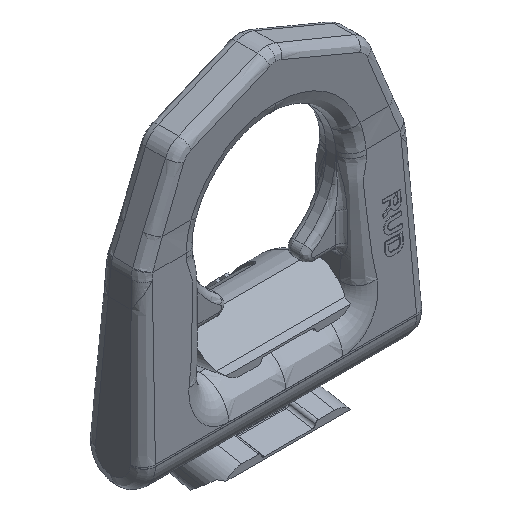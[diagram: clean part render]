
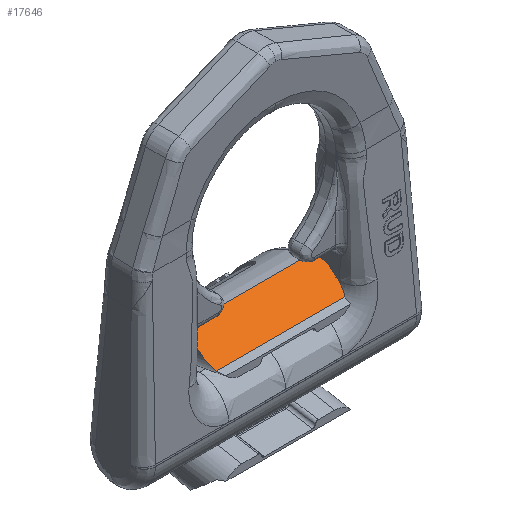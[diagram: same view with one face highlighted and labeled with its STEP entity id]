
A CAD part, isometric view. The second image highlights one B-rep face of the part: STEP entity #17646.
In plain terms, the highlighted planar face has unit normal (0, -0.643, 0.766).
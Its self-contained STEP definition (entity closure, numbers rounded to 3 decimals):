
#1=DIRECTION('',(0.,-0.766,-0.643));
#2=VECTOR('',#1,5.874);
#3=CARTESIAN_POINT('',(-45.,17.,41.411));
#4=LINE('',#3,#2);
#7052=CARTESIAN_POINT('',(-42.822,5.,31.341));
#7053=CARTESIAN_POINT('',(-43.571,6.182,32.333));
#7054=CARTESIAN_POINT('',(-44.636,8.622,34.381));
#7055=CARTESIAN_POINT('',(-45.,11.186,36.532));
#7056=CARTESIAN_POINT('',(-45.,12.5,37.635));
#7073=DIRECTION('',(1.,0.,0.));
#7074=VECTOR('',#7073,78.168);
#7075=CARTESIAN_POINT('',(-39.084,24.724,47.892));
#7076=LINE('',#7075,#7074);
#7087=CARTESIAN_POINT('',(39.084,24.724,47.892));
#7088=CARTESIAN_POINT('',(39.645,24.573,47.765));
#7089=CARTESIAN_POINT('',(40.613,24.187,47.441));
#7090=CARTESIAN_POINT('',(42.176,23.212,46.623));
#7091=CARTESIAN_POINT('',(43.611,21.713,45.365));
#7092=CARTESIAN_POINT('',(44.702,19.572,43.569));
#7093=CARTESIAN_POINT('',(45.,17.911,42.175));
#7094=CARTESIAN_POINT('',(45.,17.,41.411));
#7096=DIRECTION('',(0.,-0.766,-0.643));
#7097=VECTOR('',#7096,5.874);
#7098=CARTESIAN_POINT('',(45.,17.,41.411));
#7099=LINE('',#7098,#7097);
#7543=DIRECTION('',(-1.,0.,0.));
#7544=VECTOR('',#7543,85.643);
#7545=CARTESIAN_POINT('',(42.822,5.,31.341));
#7546=LINE('',#7545,#7544);
#7562=CARTESIAN_POINT('',(45.,12.5,37.635));
#7563=CARTESIAN_POINT('',(45.,11.186,36.532));
#7564=CARTESIAN_POINT('',(44.636,8.622,34.381));
#7565=CARTESIAN_POINT('',(43.571,6.182,32.333));
#7566=CARTESIAN_POINT('',(42.822,5.,31.341));
#7604=CARTESIAN_POINT('',(-45.,17.,41.411));
#7605=CARTESIAN_POINT('',(-45.,17.911,42.175));
#7606=CARTESIAN_POINT('',(-44.702,19.572,43.569));
#7607=CARTESIAN_POINT('',(-43.611,21.713,45.365));
#7608=CARTESIAN_POINT('',(-42.176,23.212,46.623));
#7609=CARTESIAN_POINT('',(-40.613,24.187,47.441));
#7610=CARTESIAN_POINT('',(-39.645,24.573,47.765));
#7611=CARTESIAN_POINT('',(-39.084,24.724,47.892));
#7734=CARTESIAN_POINT('',(45.,12.5,37.635));
#7735=VERTEX_POINT('',#7734);
#7736=CARTESIAN_POINT('',(-45.,12.5,37.635));
#7737=VERTEX_POINT('',#7736);
#7738=CARTESIAN_POINT('',(45.,17.,41.411));
#7739=VERTEX_POINT('',#7738);
#7740=CARTESIAN_POINT('',(-45.,17.,41.411));
#7741=VERTEX_POINT('',#7740);
#7744=VERTEX_POINT('',#7566);
#7747=VERTEX_POINT('',#7052);
#7857=CARTESIAN_POINT('',(-39.084,24.724,47.892));
#7858=CARTESIAN_POINT('',(39.084,24.724,47.892));
#7859=VERTEX_POINT('',#7857);
#7860=VERTEX_POINT('',#7858);
#17626=CARTESIAN_POINT('',(54.,25.,48.123));
#17627=DIRECTION('',(0.,-0.643,0.766));
#17628=DIRECTION('',(0.,-0.766,-0.643));
#17629=AXIS2_PLACEMENT_3D('',#17626,#17627,#17628);
#17630=PLANE('',#17629);
#17631=ORIENTED_EDGE('',*,*,#10096,.T.);
#17633=ORIENTED_EDGE('',*,*,#17632,.T.);
#17635=ORIENTED_EDGE('',*,*,#17634,.T.);
#17637=ORIENTED_EDGE('',*,*,#17636,.T.);
#17639=ORIENTED_EDGE('',*,*,#17638,.T.);
#17640=ORIENTED_EDGE('',*,*,#17615,.T.);
#17641=ORIENTED_EDGE('',*,*,#9023,.F.);
#17643=ORIENTED_EDGE('',*,*,#17642,.T.);
#17644=EDGE_LOOP('',(#17631,#17633,#17635,#17637,#17639,#17640,#17641,#17643));
#17645=FACE_OUTER_BOUND('',#17644,.F.);
#17646=ADVANCED_FACE('',(#17645),#17630,.T.);
#7057=B_SPLINE_CURVE_WITH_KNOTS('',3,(#7052,#7053,#7054,#7055,#7056),
.UNSPECIFIED.,.F.,.F.,(4,1,4),(0.,0.5,1.),.UNSPECIFIED.);
#7095=B_SPLINE_CURVE_WITH_KNOTS('',3,(#7087,#7088,#7089,#7090,#7091,#7092,#7093,
#7094),.UNSPECIFIED.,.F.,.F.,(4,1,1,1,1,4),(0.,0.125,0.25,0.5,0.75,
1.),.UNSPECIFIED.);
#7567=B_SPLINE_CURVE_WITH_KNOTS('',3,(#7562,#7563,#7564,#7565,#7566),
.UNSPECIFIED.,.F.,.F.,(4,1,4),(0.,0.5,1.),.UNSPECIFIED.);
#7612=B_SPLINE_CURVE_WITH_KNOTS('',3,(#7604,#7605,#7606,#7607,#7608,#7609,#7610,
#7611),.UNSPECIFIED.,.F.,.F.,(4,1,1,1,1,4),(0.,0.25,0.5,0.75,0.875,
1.),.UNSPECIFIED.);
#9023=EDGE_CURVE('',#7741,#7737,#4,.T.);
#10096=EDGE_CURVE('',#7859,#7860,#7076,.T.);
#17615=EDGE_CURVE('',#7747,#7737,#7057,.T.);
#17632=EDGE_CURVE('',#7860,#7739,#7095,.T.);
#17634=EDGE_CURVE('',#7739,#7735,#7099,.T.);
#17636=EDGE_CURVE('',#7735,#7744,#7567,.T.);
#17638=EDGE_CURVE('',#7744,#7747,#7546,.T.);
#17642=EDGE_CURVE('',#7741,#7859,#7612,.T.);
